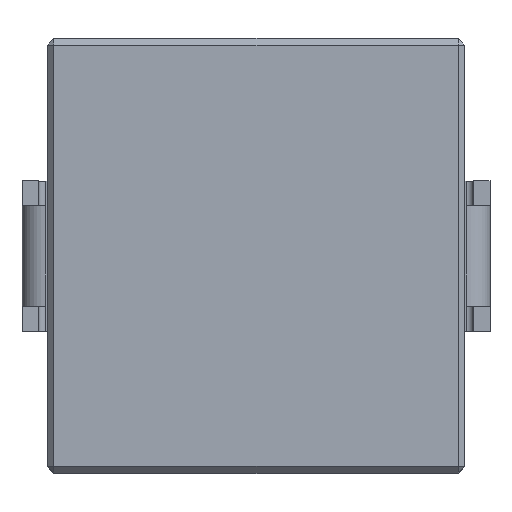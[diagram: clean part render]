
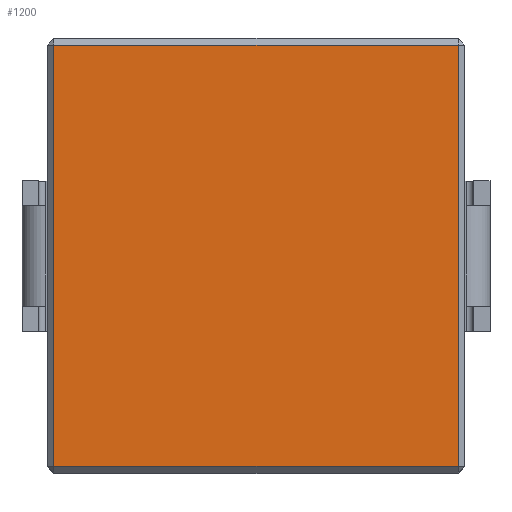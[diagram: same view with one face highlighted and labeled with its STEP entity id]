
A CAD part, top view. The second image highlights one B-rep face of the part: STEP entity #1200.
In plain terms, the highlighted planar face has unit normal (0, 0, 1).
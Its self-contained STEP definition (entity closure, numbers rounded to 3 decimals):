
#81=FACE_OUTER_BOUND('',#141,.T.);
#141=EDGE_LOOP('',(#956,#957,#958,#959));
#271=LINE('',#1870,#423);
#272=LINE('',#1872,#424);
#273=LINE('',#1874,#425);
#274=LINE('',#1875,#426);
#423=VECTOR('',#1532,1000.);
#424=VECTOR('',#1533,1000.);
#425=VECTOR('',#1534,1000.);
#426=VECTOR('',#1535,1000.);
#552=VERTEX_POINT('',#1868);
#553=VERTEX_POINT('',#1869);
#554=VERTEX_POINT('',#1871);
#555=VERTEX_POINT('',#1873);
#695=EDGE_CURVE('',#552,#553,#271,.T.);
#696=EDGE_CURVE('',#553,#554,#272,.T.);
#697=EDGE_CURVE('',#554,#555,#273,.T.);
#698=EDGE_CURVE('',#555,#552,#274,.T.);
#956=ORIENTED_EDGE('',*,*,#695,.T.);
#957=ORIENTED_EDGE('',*,*,#696,.T.);
#958=ORIENTED_EDGE('',*,*,#697,.T.);
#959=ORIENTED_EDGE('',*,*,#698,.T.);
#1107=PLANE('',#1291);
#1200=ADVANCED_FACE('',(#81),#1107,.T.);
#1291=AXIS2_PLACEMENT_3D('',#1867,#1530,#1531);
#1530=DIRECTION('center_axis',(0.,0.,1.));
#1531=DIRECTION('ref_axis',(1.,0.,0.));
#1532=DIRECTION('',(1.,0.,0.));
#1533=DIRECTION('',(0.,1.,0.));
#1534=DIRECTION('',(-1.,0.,0.));
#1535=DIRECTION('',(0.,-1.,0.));
#1867=CARTESIAN_POINT('Origin',(-6.25,-6.5,3.65));
#1868=CARTESIAN_POINT('',(-6.05,-6.3,3.65));
#1869=CARTESIAN_POINT('',(6.05,-6.3,3.65));
#1870=CARTESIAN_POINT('',(6.25,-6.3,3.65));
#1871=CARTESIAN_POINT('',(6.05,6.3,3.65));
#1872=CARTESIAN_POINT('',(6.05,6.5,3.65));
#1873=CARTESIAN_POINT('',(-6.05,6.3,3.65));
#1874=CARTESIAN_POINT('',(-6.25,6.3,3.65));
#1875=CARTESIAN_POINT('',(-6.05,-6.5,3.65));
